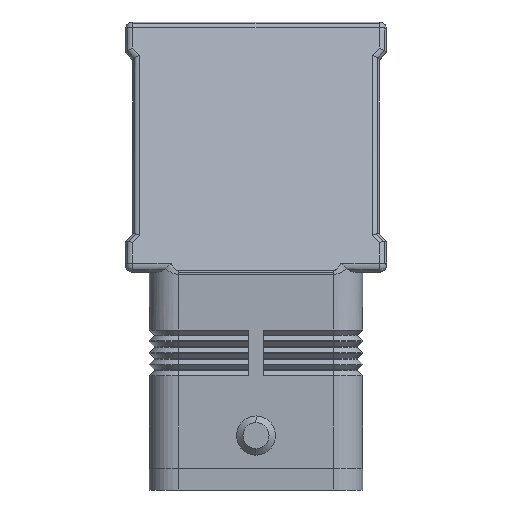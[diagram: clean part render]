
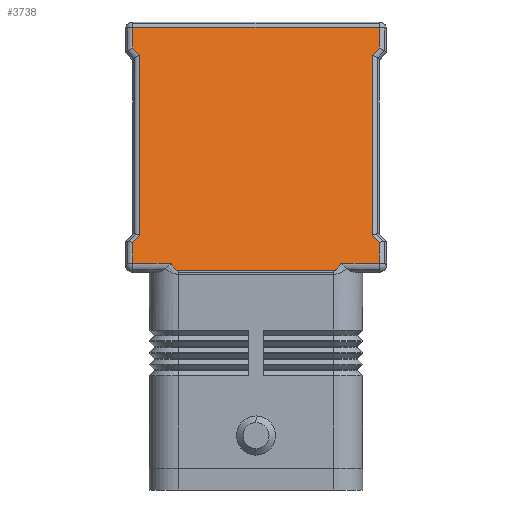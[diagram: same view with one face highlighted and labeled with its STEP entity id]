
A CAD part, left-side view. The second image highlights one B-rep face of the part: STEP entity #3738.
In plain terms, the highlighted planar face has unit normal (-0.968, 0, 0.252).
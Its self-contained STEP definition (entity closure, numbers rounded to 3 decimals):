
#249=CARTESIAN_POINT('',(-31.173,-17.0,31.252));
#250=VERTEX_POINT('',#249);
#258=CARTESIAN_POINT('',(-31.173,-11.69,31.252));
#259=VERTEX_POINT('',#258);
#260=CARTESIAN_POINT('',(-31.173,-17.0,31.252));
#261=DIRECTION('',(0.0,1.0,0.0));
#262=VECTOR('',#261,5.31);
#263=LINE('',#260,#262);
#264=EDGE_CURVE('',#250,#259,#263,.T.);
#414=CARTESIAN_POINT('',(-31.173,11.69,31.252));
#415=VERTEX_POINT('',#414);
#431=CARTESIAN_POINT('',(-31.173,17.0,31.252));
#432=VERTEX_POINT('',#431);
#433=CARTESIAN_POINT('',(-31.173,11.69,31.252));
#434=DIRECTION('',(0.0,1.0,0.0));
#435=VECTOR('',#434,5.31);
#436=LINE('',#433,#435);
#437=EDGE_CURVE('',#415,#432,#436,.T.);
#960=CARTESIAN_POINT('',(-22.695,17.0,63.752));
#961=VERTEX_POINT('',#960);
#969=CARTESIAN_POINT('',(-22.695,-17.0,63.752));
#970=VERTEX_POINT('',#969);
#971=CARTESIAN_POINT('',(-22.695,17.0,63.752));
#972=DIRECTION('',(0.0,-1.0,0.0));
#973=VECTOR('',#972,34.0);
#974=LINE('',#971,#973);
#975=EDGE_CURVE('',#961,#970,#974,.T.);
#1723=CARTESIAN_POINT('',(-31.435,-10.7,30.248));
#1724=VERTEX_POINT('',#1723);
#1732=CARTESIAN_POINT('',(-31.435,10.7,30.248));
#1733=VERTEX_POINT('',#1732);
#1734=CARTESIAN_POINT('',(-31.435,-10.7,30.248));
#1735=DIRECTION('',(0.0,1.0,0.0));
#1736=VECTOR('',#1735,21.4);
#1737=LINE('',#1734,#1736);
#1738=EDGE_CURVE('',#1724,#1733,#1737,.T.);
#3443=CARTESIAN_POINT('',(-29.435,-10.7,37.915));
#3444=DIRECTION('',(0.968,0.0,-0.252));
#3445=DIRECTION('',(-0.252,0.0,-0.968));
#3446=AXIS2_PLACEMENT_3D('',#3443,#3444,#3445);
#3447=ELLIPSE('',#3446,7.923,2.0);
#3448=EDGE_CURVE('',#259,#1724,#3447,.T.);
#3639=CARTESIAN_POINT('',(-29.435,10.7,37.915));
#3640=DIRECTION('',(0.968,0.0,-0.252));
#3641=DIRECTION('',(-0.252,0.0,-0.968));
#3642=AXIS2_PLACEMENT_3D('',#3639,#3640,#3641);
#3643=ELLIPSE('',#3642,7.923,2.0);
#3644=EDGE_CURVE('',#1733,#415,#3643,.T.);
#3649=CARTESIAN_POINT('',(-22.5,0.0,64.5));
#3650=DIRECTION('',(-0.968,0.0,0.252));
#3651=DIRECTION('',(0.252,0.0,0.968));
#3652=AXIS2_PLACEMENT_3D('',#3649,#3650,#3651);
#3653=PLANE('',#3652);
#3654=ORIENTED_EDGE('',*,*,#437,.F.);
#3655=ORIENTED_EDGE('',*,*,#3644,.F.);
#3656=ORIENTED_EDGE('',*,*,#1738,.F.);
#3657=ORIENTED_EDGE('',*,*,#3448,.F.);
#3658=ORIENTED_EDGE('',*,*,#264,.F.);
#3659=CARTESIAN_POINT('',(-30.434,-17.0,34.088));
#3660=VERTEX_POINT('',#3659);
#3661=CARTESIAN_POINT('',(-30.434,-17.0,34.088));
#3662=DIRECTION('',(-0.252,0.0,-0.968));
#3663=VECTOR('',#3662,2.931);
#3664=LINE('',#3661,#3663);
#3665=EDGE_CURVE('',#3660,#250,#3664,.T.);
#3666=ORIENTED_EDGE('',*,*,#3665,.F.);
#3667=CARTESIAN_POINT('',(-30.173,-16.,35.088));
#3668=VERTEX_POINT('',#3667);
#3669=CARTESIAN_POINT('',(-30.173,-16.,35.088));
#3670=DIRECTION('',(-0.181,-0.695,-0.695));
#3671=VECTOR('',#3670,1.438);
#3672=LINE('',#3669,#3671);
#3673=EDGE_CURVE('',#3668,#3660,#3672,.T.);
#3674=ORIENTED_EDGE('',*,*,#3673,.F.);
#3675=CARTESIAN_POINT('',(-23.696,-16.,59.917));
#3676=VERTEX_POINT('',#3675);
#3677=CARTESIAN_POINT('',(-23.696,-16.,59.917));
#3678=DIRECTION('',(-0.252,0.0,-0.968));
#3679=VECTOR('',#3678,25.659);
#3680=LINE('',#3677,#3679);
#3681=EDGE_CURVE('',#3676,#3668,#3680,.T.);
#3682=ORIENTED_EDGE('',*,*,#3681,.F.);
#3683=CARTESIAN_POINT('',(-23.435,-17.,60.917));
#3684=VERTEX_POINT('',#3683);
#3685=CARTESIAN_POINT('',(-23.435,-17.,60.917));
#3686=DIRECTION('',(-0.181,0.695,-0.695));
#3687=VECTOR('',#3686,1.438);
#3688=LINE('',#3685,#3687);
#3689=EDGE_CURVE('',#3684,#3676,#3688,.T.);
#3690=ORIENTED_EDGE('',*,*,#3689,.F.);
#3691=CARTESIAN_POINT('',(-22.695,-17.0,63.752));
#3692=DIRECTION('',(-0.252,0.,-0.968));
#3693=VECTOR('',#3692,2.931);
#3694=LINE('',#3691,#3693);
#3695=EDGE_CURVE('',#970,#3684,#3694,.T.);
#3696=ORIENTED_EDGE('',*,*,#3695,.F.);
#3697=ORIENTED_EDGE('',*,*,#975,.F.);
#3698=CARTESIAN_POINT('',(-23.435,17.0,60.917));
#3699=VERTEX_POINT('',#3698);
#3700=CARTESIAN_POINT('',(-23.435,17.0,60.917));
#3701=DIRECTION('',(0.252,0.0,0.968));
#3702=VECTOR('',#3701,2.931);
#3703=LINE('',#3700,#3702);
#3704=EDGE_CURVE('',#3699,#961,#3703,.T.);
#3705=ORIENTED_EDGE('',*,*,#3704,.F.);
#3706=CARTESIAN_POINT('',(-23.696,16.,59.917));
#3707=VERTEX_POINT('',#3706);
#3708=CARTESIAN_POINT('',(-23.696,16.,59.917));
#3709=DIRECTION('',(0.181,0.695,0.695));
#3710=VECTOR('',#3709,1.438);
#3711=LINE('',#3708,#3710);
#3712=EDGE_CURVE('',#3707,#3699,#3711,.T.);
#3713=ORIENTED_EDGE('',*,*,#3712,.F.);
#3714=CARTESIAN_POINT('',(-30.173,16.,35.088));
#3715=VERTEX_POINT('',#3714);
#3716=CARTESIAN_POINT('',(-30.173,16.,35.088));
#3717=DIRECTION('',(0.252,0.0,0.968));
#3718=VECTOR('',#3717,25.659);
#3719=LINE('',#3716,#3718);
#3720=EDGE_CURVE('',#3715,#3707,#3719,.T.);
#3721=ORIENTED_EDGE('',*,*,#3720,.F.);
#3722=CARTESIAN_POINT('',(-30.434,17.0,34.088));
#3723=VERTEX_POINT('',#3722);
#3724=CARTESIAN_POINT('',(-30.434,17.0,34.088));
#3725=DIRECTION('',(0.181,-0.695,0.695));
#3726=VECTOR('',#3725,1.438);
#3727=LINE('',#3724,#3726);
#3728=EDGE_CURVE('',#3723,#3715,#3727,.T.);
#3729=ORIENTED_EDGE('',*,*,#3728,.F.);
#3730=CARTESIAN_POINT('',(-31.173,17.0,31.252));
#3731=DIRECTION('',(0.252,0.0,0.968));
#3732=VECTOR('',#3731,2.931);
#3733=LINE('',#3730,#3732);
#3734=EDGE_CURVE('',#432,#3723,#3733,.T.);
#3735=ORIENTED_EDGE('',*,*,#3734,.F.);
#3736=EDGE_LOOP('',(#3654,#3655,#3656,#3657,#3658,#3666,#3674,#3682,#3690,#3696,#3697,#3705,#3713,#3721,#3729,#3735));
#3737=FACE_OUTER_BOUND('',#3736,.T.);
#3738=ADVANCED_FACE('',(#3737),#3653,.T.);
